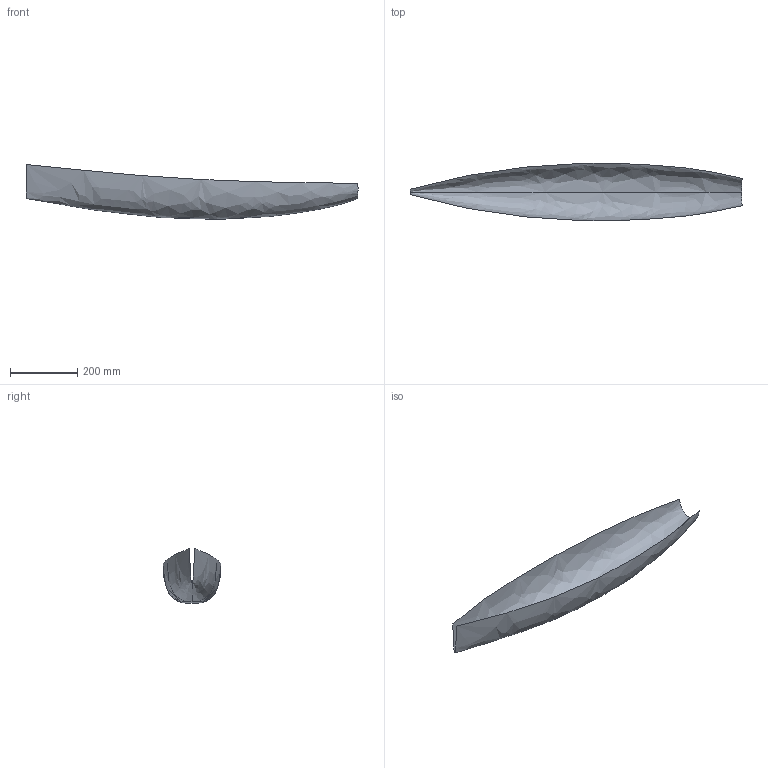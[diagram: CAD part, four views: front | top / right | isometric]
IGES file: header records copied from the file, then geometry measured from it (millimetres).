
Start section: IGES 5.2 file written by MultiSurf 07-Dec-2006  10:14:18 Model file: SLIVER_3
Global section: file name: 82Hsliver.igs; native system: Rhinoceros ( Mar 15 2000 ); preprocessor: Trout Lake IGES 012 Mar 13 2000; date: 061207.081501; units: millimetre
Bounding box: 984 x 171.1 x 162.68 mm (x, y, z)
Surface area: 282405.8 mm2 (no closed solid volume)
Topology: 0 solids, 0 shells, 2 faces, 8 edges, 8 vertices
Faces by surface type: bspline 2
